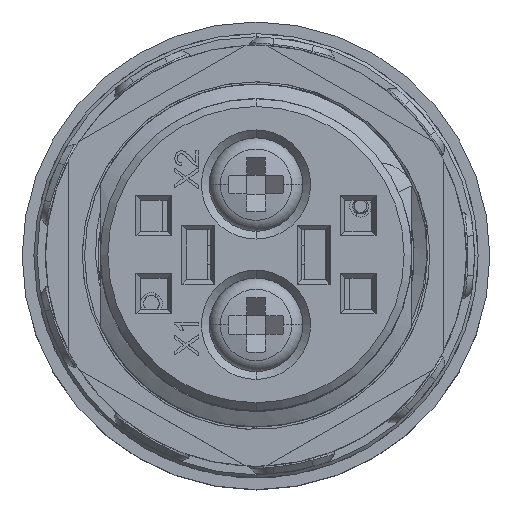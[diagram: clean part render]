
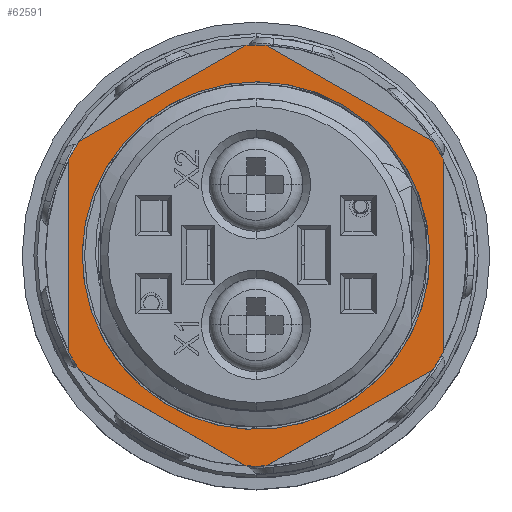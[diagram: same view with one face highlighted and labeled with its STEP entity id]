
A CAD part, top view. The second image highlights one B-rep face of the part: STEP entity #62591.
In plain terms, the highlighted planar face has unit normal (0, 0, 1).
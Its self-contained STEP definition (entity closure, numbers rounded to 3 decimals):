
#50813=CARTESIAN_POINT('',(0.,0.,8.2));
#50814=DIRECTION('',(0.,0.,-1.));
#50815=DIRECTION('',(0.751,-0.661,0.));
#50816=AXIS2_PLACEMENT_3D('',#50813,#50814,#50815);
#52469=CARTESIAN_POINT('',(0.,0.,8.2));
#52470=DIRECTION('',(0.,0.,-1.));
#52471=DIRECTION('',(-0.5,0.866,0.));
#52472=AXIS2_PLACEMENT_3D('',#52469,#52470,#52471);
#53434=DIRECTION('',(1.,0.,0.));
#53435=VECTOR('',#53434,12.369);
#53436=CARTESIAN_POINT('',(-6.185,12.,8.2));
#53437=LINE('',#53436,#53435);
#53438=DIRECTION('',(-0.5,0.866,0.));
#53439=VECTOR('',#53438,12.369);
#53440=CARTESIAN_POINT('',(13.485,0.644,8.2));
#53441=LINE('',#53440,#53439);
#53442=DIRECTION('',(-0.5,-0.866,0.));
#53443=VECTOR('',#53442,12.369);
#53444=CARTESIAN_POINT('',(13.485,-0.644,8.2));
#53445=LINE('',#53444,#53443);
#53446=DIRECTION('',(-1.,0.,0.));
#53447=VECTOR('',#53446,12.369);
#53448=CARTESIAN_POINT('',(6.185,-12.,8.2));
#53449=LINE('',#53448,#53447);
#53450=DIRECTION('',(0.5,-0.866,0.));
#53451=VECTOR('',#53450,12.369);
#53452=CARTESIAN_POINT('',(-13.485,-0.644,8.2));
#53453=LINE('',#53452,#53451);
#53454=DIRECTION('',(0.5,0.866,0.));
#53455=VECTOR('',#53454,12.369);
#53456=CARTESIAN_POINT('',(-13.485,0.644,8.2));
#53457=LINE('',#53456,#53455);
#53524=CARTESIAN_POINT('',(0.,0.,8.2));
#53525=DIRECTION('',(0.,0.,1.));
#53526=DIRECTION('',(1.,0.,0.));
#53527=AXIS2_PLACEMENT_3D('',#53524,#53525,#53526);
#53542=CARTESIAN_POINT('',(0.,0.,8.2));
#53543=DIRECTION('',(0.,0.,1.));
#53544=DIRECTION('',(0.541,0.841,0.));
#53545=AXIS2_PLACEMENT_3D('',#53542,#53543,#53544);
#53560=CARTESIAN_POINT('',(0.,0.,8.2));
#53561=DIRECTION('',(0.,0.,1.));
#53562=DIRECTION('',(-0.458,0.889,0.));
#53563=AXIS2_PLACEMENT_3D('',#53560,#53561,#53562);
#53578=CARTESIAN_POINT('',(0.,0.,8.2));
#53579=DIRECTION('',(0.,0.,1.));
#53580=DIRECTION('',(-0.999,0.048,0.));
#53581=AXIS2_PLACEMENT_3D('',#53578,#53579,#53580);
#54562=CARTESIAN_POINT('',(0.,0.,8.2));
#54563=DIRECTION('',(0.,0.,-1.));
#54564=DIRECTION('',(-0.999,-0.048,0.));
#54565=AXIS2_PLACEMENT_3D('',#54562,#54563,#54564);
#54580=CARTESIAN_POINT('',(0.,0.,8.2));
#54581=DIRECTION('',(0.,0.,-1.));
#54582=DIRECTION('',(-0.458,-0.889,0.));
#54583=AXIS2_PLACEMENT_3D('',#54580,#54581,#54582);
#54598=CARTESIAN_POINT('',(0.,0.,8.2));
#54599=DIRECTION('',(0.,0.,-1.));
#54600=DIRECTION('',(0.541,-0.841,0.));
#54601=AXIS2_PLACEMENT_3D('',#54598,#54599,#54600);
#54616=CARTESIAN_POINT('',(0.,0.,8.2));
#54617=DIRECTION('',(0.,0.,-1.));
#54618=DIRECTION('',(1.,0.,0.));
#54619=AXIS2_PLACEMENT_3D('',#54616,#54617,#54618);
#59278=CARTESIAN_POINT('',(-6.185,12.,8.2));
#59279=CARTESIAN_POINT('',(6.185,12.,8.2));
#59280=VERTEX_POINT('',#59278);
#59281=VERTEX_POINT('',#59279);
#59282=CARTESIAN_POINT('',(13.485,0.644,8.2));
#59283=CARTESIAN_POINT('',(7.3,11.356,8.2));
#59284=VERTEX_POINT('',#59282);
#59285=VERTEX_POINT('',#59283);
#59286=CARTESIAN_POINT('',(13.485,-0.644,8.2));
#59287=CARTESIAN_POINT('',(7.3,-11.356,8.2));
#59288=VERTEX_POINT('',#59286);
#59289=VERTEX_POINT('',#59287);
#59290=CARTESIAN_POINT('',(6.185,-12.,8.2));
#59291=CARTESIAN_POINT('',(-6.185,-12.,8.2));
#59292=VERTEX_POINT('',#59290);
#59293=VERTEX_POINT('',#59291);
#59294=CARTESIAN_POINT('',(-13.485,-0.644,8.2));
#59295=CARTESIAN_POINT('',(-7.3,-11.356,8.2));
#59296=VERTEX_POINT('',#59294);
#59297=VERTEX_POINT('',#59295);
#59298=CARTESIAN_POINT('',(-13.485,0.644,8.2));
#59299=CARTESIAN_POINT('',(-7.3,11.356,8.2));
#59300=VERTEX_POINT('',#59298);
#59301=VERTEX_POINT('',#59299);
#59326=CARTESIAN_POINT('',(13.5,0.,8.2));
#59327=VERTEX_POINT('',#59326);
#59328=CARTESIAN_POINT('',(-13.5,0.,8.2));
#59329=VERTEX_POINT('',#59328);
#59643=CARTESIAN_POINT('',(-5.575,9.656,8.2));
#59645=VERTEX_POINT('',#59643);
#59650=CARTESIAN_POINT('',(8.368,-7.368,8.2));
#59651=VERTEX_POINT('',#59650);
#62552=CARTESIAN_POINT('',(0.,0.,8.2));
#62553=DIRECTION('',(0.,0.,1.));
#62554=DIRECTION('',(-1.,0.,0.));
#62555=AXIS2_PLACEMENT_3D('',#62552,#62553,#62554);
#62556=PLANE('',#62555);
#62558=ORIENTED_EDGE('',*,*,#62557,.T.);
#62560=ORIENTED_EDGE('',*,*,#62559,.F.);
#62562=ORIENTED_EDGE('',*,*,#62561,.F.);
#62564=ORIENTED_EDGE('',*,*,#62563,.F.);
#62566=ORIENTED_EDGE('',*,*,#62565,.T.);
#62568=ORIENTED_EDGE('',*,*,#62567,.T.);
#62570=ORIENTED_EDGE('',*,*,#62569,.T.);
#62572=ORIENTED_EDGE('',*,*,#62571,.T.);
#62574=ORIENTED_EDGE('',*,*,#62573,.T.);
#62576=ORIENTED_EDGE('',*,*,#62575,.F.);
#62578=ORIENTED_EDGE('',*,*,#62577,.T.);
#62580=ORIENTED_EDGE('',*,*,#62579,.F.);
#62582=ORIENTED_EDGE('',*,*,#62581,.T.);
#62584=ORIENTED_EDGE('',*,*,#62583,.F.);
#62585=EDGE_LOOP('',(#62558,#62560,#62562,#62564,#62566,#62568,#62570,#62572,
#62574,#62576,#62578,#62580,#62582,#62584));
#62586=FACE_OUTER_BOUND('',#62585,.F.);
#62587=ORIENTED_EDGE('',*,*,#60565,.F.);
#62588=ORIENTED_EDGE('',*,*,#62163,.F.);
#62589=EDGE_LOOP('',(#62587,#62588));
#62590=FACE_BOUND('',#62589,.F.);
#62591=ADVANCED_FACE('',(#62586,#62590),#62556,.T.);
#50817=CIRCLE('',#50816,11.15);
#52473=CIRCLE('',#52472,11.15);
#53528=CIRCLE('',#53527,13.5);
#53546=CIRCLE('',#53545,13.5);
#53564=CIRCLE('',#53563,13.5);
#53582=CIRCLE('',#53581,13.5);
#54566=CIRCLE('',#54565,13.5);
#54584=CIRCLE('',#54583,13.5);
#54602=CIRCLE('',#54601,13.5);
#54620=CIRCLE('',#54619,13.5);
#60565=EDGE_CURVE('',#59651,#59645,#50817,.T.);
#62163=EDGE_CURVE('',#59645,#59651,#52473,.T.);
#62557=EDGE_CURVE('',#59280,#59281,#53437,.T.);
#62559=EDGE_CURVE('',#59285,#59281,#53546,.T.);
#62561=EDGE_CURVE('',#59284,#59285,#53441,.T.);
#62563=EDGE_CURVE('',#59327,#59284,#53528,.T.);
#62565=EDGE_CURVE('',#59327,#59288,#54620,.T.);
#62567=EDGE_CURVE('',#59288,#59289,#53445,.T.);
#62569=EDGE_CURVE('',#59289,#59292,#54602,.T.);
#62571=EDGE_CURVE('',#59292,#59293,#53449,.T.);
#62573=EDGE_CURVE('',#59293,#59297,#54584,.T.);
#62575=EDGE_CURVE('',#59296,#59297,#53453,.T.);
#62577=EDGE_CURVE('',#59296,#59329,#54566,.T.);
#62579=EDGE_CURVE('',#59300,#59329,#53582,.T.);
#62581=EDGE_CURVE('',#59300,#59301,#53457,.T.);
#62583=EDGE_CURVE('',#59280,#59301,#53564,.T.);
